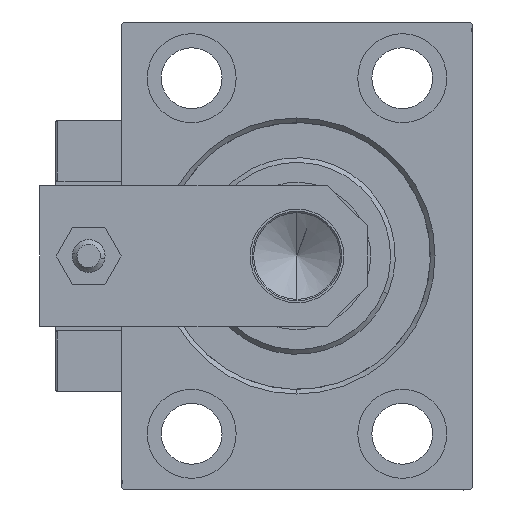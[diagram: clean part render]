
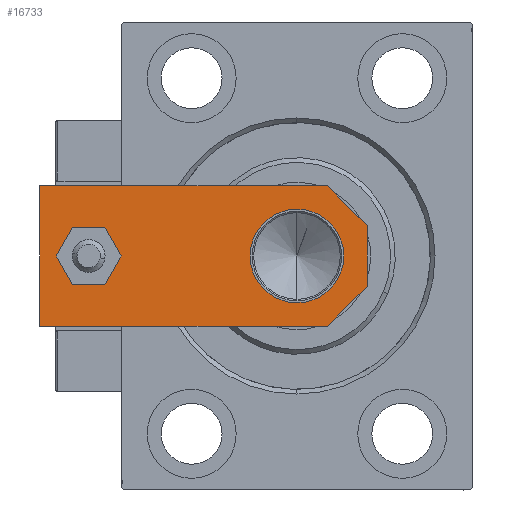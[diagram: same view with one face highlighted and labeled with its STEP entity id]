
A CAD part, left-side view. The second image highlights one B-rep face of the part: STEP entity #16733.
In plain terms, the highlighted face is planar.
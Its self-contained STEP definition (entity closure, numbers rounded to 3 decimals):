
#1332 = DIRECTION ( 'NONE',  ( 0., -1., 0. ) ) ;
#1852 = FACE_BOUND ( 'NONE', #7662, .T. ) ;
#2463 = DIRECTION ( 'NONE',  ( 1., 0., 0. ) ) ;
#3164 = EDGE_CURVE ( 'NONE', #50067, #28208, #24921, .T. ) ;
#3617 = VECTOR ( 'NONE', #22123, 1000. ) ;
#4157 = VERTEX_POINT ( 'NONE', #31586 ) ;
#4744 = ORIENTED_EDGE ( 'NONE', *, *, #27854, .T. ) ;
#5806 = ORIENTED_EDGE ( 'NONE', *, *, #18859, .T. ) ;
#6189 = FACE_BOUND ( 'NONE', #42694, .T. ) ;
#6195 = DIRECTION ( 'NONE',  ( 1., 0., 0. ) ) ;
#6619 = LINE ( 'NONE', #30483, #3617 ) ;
#7272 = LINE ( 'NONE', #22767, #21732 ) ;
#7662 = EDGE_LOOP ( 'NONE', ( #10746, #11334 ) ) ;
#8723 = EDGE_CURVE ( 'NONE', #45024, #17139, #49145, .T. ) ;
#9499 = DIRECTION ( 'NONE',  ( 1., 0., 0. ) ) ;
#10410 = DIRECTION ( 'NONE',  ( 0., 1., 0. ) ) ;
#10746 = ORIENTED_EDGE ( 'NONE', *, *, #46566, .F. ) ;
#11334 = ORIENTED_EDGE ( 'NONE', *, *, #15235, .F. ) ;
#11954 = CARTESIAN_POINT ( 'NONE',  ( 6.5, 0., 8. ) ) ;
#12045 = AXIS2_PLACEMENT_3D ( 'NONE', #41287, #23172, #38663 ) ;
#13109 = AXIS2_PLACEMENT_3D ( 'NONE', #18224, #17219, #2463 ) ;
#13387 = AXIS2_PLACEMENT_3D ( 'NONE', #47696, #32887, #40005 ) ;
#13884 = ORIENTED_EDGE ( 'NONE', *, *, #25496, .T. ) ;
#14058 = DIRECTION ( 'NONE',  ( 0., 0., 1. ) ) ;
#14314 = DIRECTION ( 'NONE',  ( 0.707, 0.707, 0. ) ) ;
#14844 = DIRECTION ( 'NONE',  ( 1., 0., 0. ) ) ;
#15139 = VERTEX_POINT ( 'NONE', #19794 ) ;
#15235 = EDGE_CURVE ( 'NONE', #4157, #20777, #37449, .T. ) ;
#16733 = ADVANCED_FACE ( 'NONE', ( #6189, #29550, #1852 ), #21685, .T. ) ;
#17139 = VERTEX_POINT ( 'NONE', #37873 ) ;
#17219 = DIRECTION ( 'NONE',  ( 0., 0., 1. ) ) ;
#18224 = CARTESIAN_POINT ( 'NONE',  ( 0., 15., 8. ) ) ;
#18859 = EDGE_CURVE ( 'NONE', #44464, #33590, #47619, .T. ) ;
#19794 = CARTESIAN_POINT ( 'NONE',  ( 15., 70., 8. ) ) ;
#20364 = EDGE_CURVE ( 'NONE', #17139, #15139, #29956, .T. ) ;
#20777 = VERTEX_POINT ( 'NONE', #40853 ) ;
#21487 = VECTOR ( 'NONE', #14844, 1000. ) ;
#21685 = PLANE ( 'NONE',  #31718 ) ;
#21732 = VECTOR ( 'NONE', #38265, 1000. ) ;
#22123 = DIRECTION ( 'NONE',  ( 0.707, -0.707, 0. ) ) ;
#22476 = CARTESIAN_POINT ( 'NONE',  ( -15., 0., 8. ) ) ;
#22767 = CARTESIAN_POINT ( 'NONE',  ( 15., 70., 8. ) ) ;
#23172 = DIRECTION ( 'NONE',  ( 0., 0., 1. ) ) ;
#24921 = CIRCLE ( 'NONE', #39527, 4. ) ;
#25264 = DIRECTION ( 'NONE',  ( 0., 0., 1. ) ) ;
#25496 = EDGE_CURVE ( 'NONE', #47935, #45024, #30586, .T. ) ;
#27854 = EDGE_CURVE ( 'NONE', #33590, #47935, #6619, .T. ) ;
#28208 = VERTEX_POINT ( 'NONE', #40868 ) ;
#28553 = VECTOR ( 'NONE', #1332, 1000. ) ;
#28919 = CARTESIAN_POINT ( 'NONE',  ( -4., 59.5, 8. ) ) ;
#29057 = CARTESIAN_POINT ( 'NONE',  ( 0., 0., 8. ) ) ;
#29550 = FACE_OUTER_BOUND ( 'NONE', #36383, .T. ) ;
#29560 = CARTESIAN_POINT ( 'NONE',  ( 3.25, -3.25, 8. ) ) ;
#29956 = LINE ( 'NONE', #33297, #33458 ) ;
#30483 = CARTESIAN_POINT ( 'NONE',  ( -3.25, -3.25, 8. ) ) ;
#30586 = LINE ( 'NONE', #22476, #21487 ) ;
#31586 = CARTESIAN_POINT ( 'NONE',  ( 10., 15., 8. ) ) ;
#31718 = AXIS2_PLACEMENT_3D ( 'NONE', #29057, #14058, #9499 ) ;
#32404 = CARTESIAN_POINT ( 'NONE',  ( -15., 8.5, 8. ) ) ;
#32887 = DIRECTION ( 'NONE',  ( 0., 0., 1. ) ) ;
#33297 = CARTESIAN_POINT ( 'NONE',  ( 15., 0., 8. ) ) ;
#33458 = VECTOR ( 'NONE', #10410, 1000. ) ;
#33590 = VERTEX_POINT ( 'NONE', #32404 ) ;
#36195 = CARTESIAN_POINT ( 'NONE',  ( 0., 59.5, 8. ) ) ;
#36383 = EDGE_LOOP ( 'NONE', ( #5806, #4744, #13884, #44598, #37519, #44502 ) ) ;
#37449 = CIRCLE ( 'NONE', #13109, 10. ) ;
#37519 = ORIENTED_EDGE ( 'NONE', *, *, #20364, .T. ) ;
#37873 = CARTESIAN_POINT ( 'NONE',  ( 15., 8.5, 8. ) ) ;
#38023 = CIRCLE ( 'NONE', #12045, 10. ) ;
#38230 = EDGE_CURVE ( 'NONE', #28208, #50067, #38536, .T. ) ;
#38265 = DIRECTION ( 'NONE',  ( -1., 0., 0. ) ) ;
#38536 = CIRCLE ( 'NONE', #13387, 4. ) ;
#38663 = DIRECTION ( 'NONE',  ( 1., 0., 0. ) ) ;
#39527 = AXIS2_PLACEMENT_3D ( 'NONE', #36195, #25264, #6195 ) ;
#39969 = CARTESIAN_POINT ( 'NONE',  ( -15., 70., 8. ) ) ;
#40005 = DIRECTION ( 'NONE',  ( 1., 0., 0. ) ) ;
#40853 = CARTESIAN_POINT ( 'NONE',  ( -10., 15., 8. ) ) ;
#40868 = CARTESIAN_POINT ( 'NONE',  ( 4., 59.5, 8. ) ) ;
#41287 = CARTESIAN_POINT ( 'NONE',  ( 0., 15., 8. ) ) ;
#42694 = EDGE_LOOP ( 'NONE', ( #46065, #44140 ) ) ;
#43776 = VECTOR ( 'NONE', #14314, 1000. ) ;
#44140 = ORIENTED_EDGE ( 'NONE', *, *, #38230, .F. ) ;
#44297 = EDGE_CURVE ( 'NONE', #15139, #44464, #7272, .T. ) ;
#44464 = VERTEX_POINT ( 'NONE', #48401 ) ;
#44502 = ORIENTED_EDGE ( 'NONE', *, *, #44297, .T. ) ;
#44598 = ORIENTED_EDGE ( 'NONE', *, *, #8723, .T. ) ;
#45024 = VERTEX_POINT ( 'NONE', #11954 ) ;
#46065 = ORIENTED_EDGE ( 'NONE', *, *, #3164, .F. ) ;
#46566 = EDGE_CURVE ( 'NONE', #20777, #4157, #38023, .T. ) ;
#47619 = LINE ( 'NONE', #39969, #28553 ) ;
#47696 = CARTESIAN_POINT ( 'NONE',  ( 0., 59.5, 8. ) ) ;
#47935 = VERTEX_POINT ( 'NONE', #49445 ) ;
#48401 = CARTESIAN_POINT ( 'NONE',  ( -15., 70., 8. ) ) ;
#49145 = LINE ( 'NONE', #29560, #43776 ) ;
#49445 = CARTESIAN_POINT ( 'NONE',  ( -6.5, 0., 8. ) ) ;
#50067 = VERTEX_POINT ( 'NONE', #28919 ) ;
